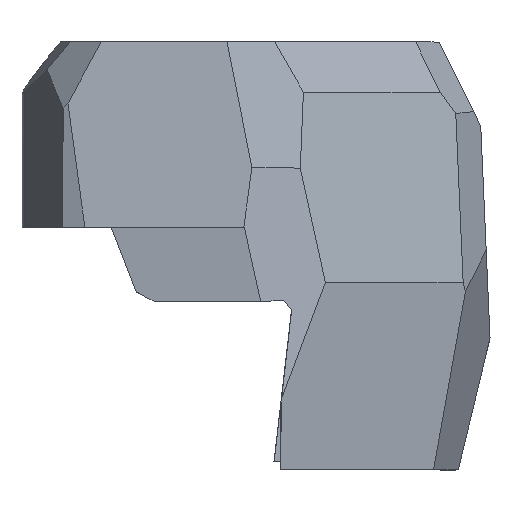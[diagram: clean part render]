
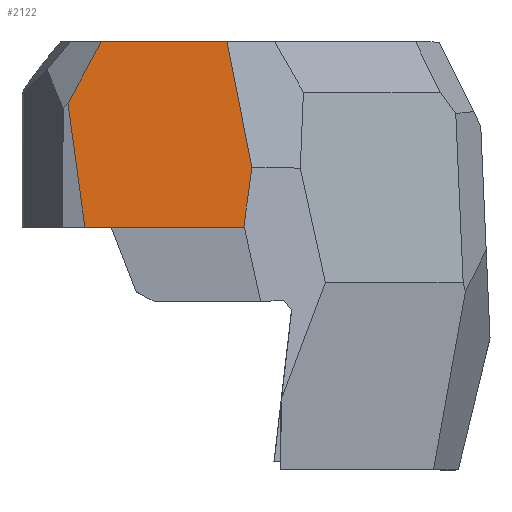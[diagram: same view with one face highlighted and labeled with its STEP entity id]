
A CAD part, top view. The second image highlights one B-rep face of the part: STEP entity #2122.
In plain terms, the highlighted planar face has unit normal (0, 0.038, 0.999).
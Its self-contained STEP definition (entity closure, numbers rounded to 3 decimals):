
#110=FACE_OUTER_BOUND('',#221,.T.);
#221=EDGE_LOOP('',(#1588,#1589,#1590,#1591,#1592,#1593));
#354=LINE('',#3040,#632);
#376=LINE('',#3308,#654);
#424=LINE('',#3410,#702);
#425=LINE('',#3413,#703);
#426=LINE('',#3414,#704);
#427=LINE('',#3415,#705);
#632=VECTOR('',#2455,10.);
#654=VECTOR('',#2501,10.);
#702=VECTOR('',#2585,10.);
#703=VECTOR('',#2588,10.);
#704=VECTOR('',#2589,10.);
#705=VECTOR('',#2590,10.);
#899=VERTEX_POINT('',#3037);
#900=VERTEX_POINT('',#3039);
#920=VERTEX_POINT('',#3306);
#955=VERTEX_POINT('',#3406);
#956=VERTEX_POINT('',#3408);
#957=VERTEX_POINT('',#3412);
#1121=EDGE_CURVE('',#899,#900,#354,.T.);
#1151=EDGE_CURVE('',#899,#920,#376,.T.);
#1202=EDGE_CURVE('',#955,#956,#424,.T.);
#1203=EDGE_CURVE('',#900,#957,#425,.T.);
#1204=EDGE_CURVE('',#920,#955,#426,.T.);
#1205=EDGE_CURVE('',#957,#956,#427,.F.);
#1588=ORIENTED_EDGE('',*,*,#1203,.F.);
#1589=ORIENTED_EDGE('',*,*,#1121,.F.);
#1590=ORIENTED_EDGE('',*,*,#1151,.T.);
#1591=ORIENTED_EDGE('',*,*,#1204,.T.);
#1592=ORIENTED_EDGE('',*,*,#1202,.T.);
#1593=ORIENTED_EDGE('',*,*,#1205,.F.);
#2022=PLANE('',#2257);
#2122=ADVANCED_FACE('',(#110),#2022,.T.);
#2257=AXIS2_PLACEMENT_3D('',#3411,#2586,#2587);
#2455=DIRECTION('',(-0.135,0.99,-0.038));
#2501=DIRECTION('',(1.,0.,0.));
#2585=DIRECTION('',(-0.193,0.98,-0.037));
#2586=DIRECTION('center_axis',(0.,0.038,
0.999));
#2587=DIRECTION('ref_axis',(1.,0.,0.));
#2588=DIRECTION('',(0.477,0.878,-0.034));
#2589=DIRECTION('',(0.135,0.99,-0.038));
#2590=DIRECTION('',(-1.,0.,0.));
#3037=CARTESIAN_POINT('',(-8.56,22.4,131.856));
#3039=CARTESIAN_POINT('',(-10.341,35.499,131.356));
#3040=CARTESIAN_POINT('',(-9.589,29.966,131.567));
#3306=CARTESIAN_POINT('',(8.242,22.4,131.856));
#3308=CARTESIAN_POINT('',(4.187,22.4,131.856));
#3406=CARTESIAN_POINT('',(9.096,28.68,131.616));
#3408=CARTESIAN_POINT('',(6.467,42.,131.107));
#3410=CARTESIAN_POINT('',(8.753,30.419,131.55));
#3411=CARTESIAN_POINT('Origin',(8.474,34.288,131.402));
#3412=CARTESIAN_POINT('',(-6.811,42.,131.107));
#3413=CARTESIAN_POINT('',(-9.057,37.864,131.265));
#3414=CARTESIAN_POINT('',(8.902,27.25,131.671));
#3415=CARTESIAN_POINT('',(11.784,42.,131.107));
